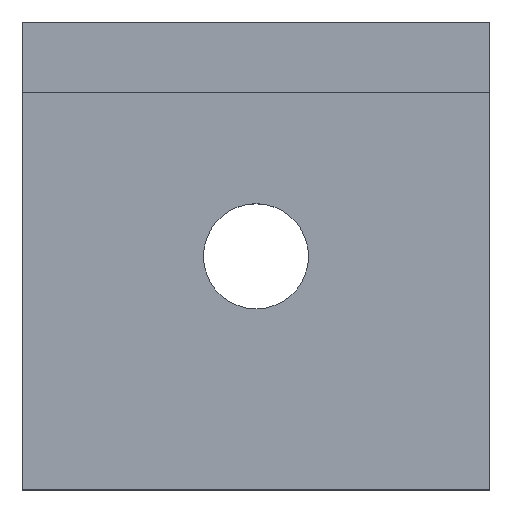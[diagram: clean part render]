
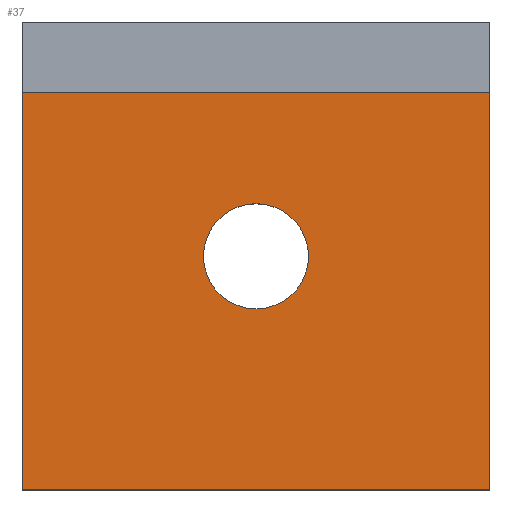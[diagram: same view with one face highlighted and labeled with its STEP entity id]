
A CAD part, top view. The second image highlights one B-rep face of the part: STEP entity #37.
In plain terms, the highlighted planar face has unit normal (0, 0, 1).
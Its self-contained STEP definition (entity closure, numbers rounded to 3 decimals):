
#37=ADVANCED_FACE('',(#79,#80),#81,.T.);
#79=FACE_BOUND('',#127,.T.);
#80=FACE_OUTER_BOUND('',#128,.T.);
#81=PLANE('',#129);
#127=EDGE_LOOP('',(#169,#170));
#128=EDGE_LOOP('',(#171,#172,#173,#174));
#129=AXIS2_PLACEMENT_3D('',#175,#176,#177);
#169=ORIENTED_EDGE('',*,*,#278,.T.);
#170=ORIENTED_EDGE('',*,*,#279,.T.);
#171=ORIENTED_EDGE('',*,*,#280,.F.);
#172=ORIENTED_EDGE('',*,*,#281,.T.);
#173=ORIENTED_EDGE('',*,*,#282,.T.);
#174=ORIENTED_EDGE('',*,*,#283,.T.);
#175=CARTESIAN_POINT('',(10.0,-10.0,3.0));
#176=DIRECTION('',(0.0,0.0,1.0));
#177=DIRECTION('',(1.0,0.0,0.0));
#278=EDGE_CURVE('',#321,#322,#323,.T.);
#279=EDGE_CURVE('',#322,#321,#324,.T.);
#280=EDGE_CURVE('',#325,#326,#327,.T.);
#281=EDGE_CURVE('',#325,#328,#329,.T.);
#282=EDGE_CURVE('',#328,#330,#331,.T.);
#283=EDGE_CURVE('',#330,#326,#332,.T.);
#321=VERTEX_POINT('',#384);
#322=VERTEX_POINT('',#385);
#323=CIRCLE('',#386,2.25);
#324=CIRCLE('',#387,2.25);
#325=VERTEX_POINT('',#388);
#326=VERTEX_POINT('',#389);
#327=LINE('',#390,#391);
#328=VERTEX_POINT('',#392);
#329=LINE('',#393,#394);
#330=VERTEX_POINT('',#395);
#331=LINE('',#396,#397);
#332=LINE('',#398,#399);
#384=CARTESIAN_POINT('',(7.75,-10.0,3.0));
#385=CARTESIAN_POINT('',(12.25,-10.0,3.0));
#386=AXIS2_PLACEMENT_3D('',#468,#469,#470);
#387=AXIS2_PLACEMENT_3D('',#471,#472,#473);
#388=CARTESIAN_POINT('',(0.,-3.0,3.0));
#389=CARTESIAN_POINT('',(20.0,-3.0,3.0));
#390=CARTESIAN_POINT('',(10.0,-3.0,3.0));
#391=VECTOR('',#474,1.0);
#392=CARTESIAN_POINT('',(0.,-20.0,3.0));
#393=CARTESIAN_POINT('',(0.,-10.0,3.0));
#394=VECTOR('',#475,1.0);
#395=CARTESIAN_POINT('',(20.0,-20.0,3.0));
#396=CARTESIAN_POINT('',(10.0,-20.0,3.0));
#397=VECTOR('',#476,1.0);
#398=CARTESIAN_POINT('',(20.0,-10.0,3.0));
#399=VECTOR('',#477,1.0);
#468=CARTESIAN_POINT('',(10.0,-10.0,3.0));
#469=DIRECTION('',(0.0,0.0,-1.0));
#470=DIRECTION('',(1.0,0.0,0.0));
#471=CARTESIAN_POINT('',(10.0,-10.0,3.0));
#472=DIRECTION('',(0.0,0.0,-1.0));
#473=DIRECTION('',(1.0,0.0,0.0));
#474=DIRECTION('',(1.0,0.0,0.0));
#475=DIRECTION('',(0.0,-1.0,0.0));
#476=DIRECTION('',(1.0,0.0,0.0));
#477=DIRECTION('',(0.0,1.0,0.0));
